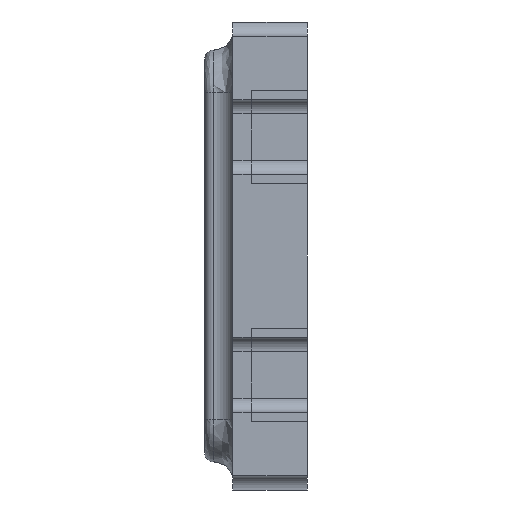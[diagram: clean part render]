
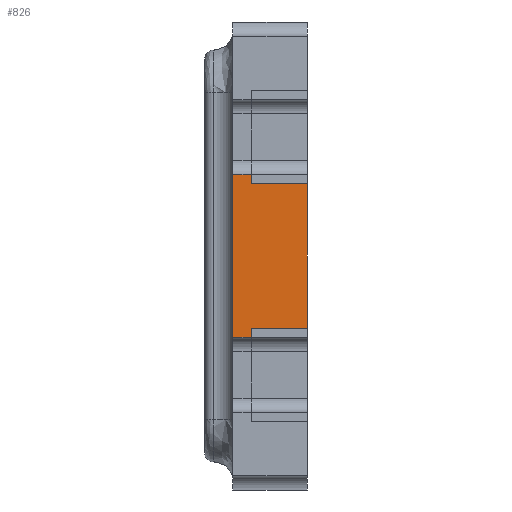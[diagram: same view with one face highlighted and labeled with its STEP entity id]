
A CAD part, left-side view. The second image highlights one B-rep face of the part: STEP entity #826.
In plain terms, the highlighted face is planar.
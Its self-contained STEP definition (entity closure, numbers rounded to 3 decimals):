
#17 = ORIENTED_EDGE ( 'NONE', *, *, #574, .T. ) ;
#172 = CARTESIAN_POINT ( 'NONE',  ( 0.87, 0.6, 3.5 ) ) ;
#235 = LINE ( 'NONE', #3810, #3638 ) ;
#364 = VERTEX_POINT ( 'NONE', #595 ) ;
#402 = ORIENTED_EDGE ( 'NONE', *, *, #1261, .F. ) ;
#500 = VERTEX_POINT ( 'NONE', #2467 ) ;
#502 = DIRECTION ( 'NONE',  ( 0., 1., 0. ) ) ;
#525 = VECTOR ( 'NONE', #884, 1000. ) ;
#574 = EDGE_CURVE ( 'NONE', #2051, #500, #2484, .T. ) ;
#595 = CARTESIAN_POINT ( 'NONE',  ( -0.77, 0., 3.5 ) ) ;
#683 = CARTESIAN_POINT ( 'NONE',  ( 0., 0.8, 3.5 ) ) ;
#702 = CARTESIAN_POINT ( 'NONE',  ( 0., 0., 3.5 ) ) ;
#826 = ADVANCED_FACE ( 'NONE', ( #2445 ), #950, .F. ) ;
#849 = LINE ( 'NONE', #2556, #3658 ) ;
#884 = DIRECTION ( 'NONE',  ( 0., -1., 0. ) ) ;
#891 = DIRECTION ( 'NONE',  ( 0., 0., -1. ) ) ;
#926 = ORIENTED_EDGE ( 'NONE', *, *, #3579, .F. ) ;
#950 = PLANE ( 'NONE',  #1341 ) ;
#999 = DIRECTION ( 'NONE',  ( 1., 0., 0. ) ) ;
#1036 = DIRECTION ( 'NONE',  ( -1., 0., 0. ) ) ;
#1125 = DIRECTION ( 'NONE',  ( 0., 1., 0. ) ) ;
#1169 = VECTOR ( 'NONE', #1036, 1000. ) ;
#1220 = CARTESIAN_POINT ( 'NONE',  ( 0., 0.8, 3.5 ) ) ;
#1229 = VERTEX_POINT ( 'NONE', #3574 ) ;
#1261 = EDGE_CURVE ( 'NONE', #3814, #1229, #235, .T. ) ;
#1341 = AXIS2_PLACEMENT_3D ( 'NONE', #1220, #891, #2139 ) ;
#1474 = ORIENTED_EDGE ( 'NONE', *, *, #2037, .F. ) ;
#1561 = CARTESIAN_POINT ( 'NONE',  ( 0.77, 0.8, 3.5 ) ) ;
#1665 = DIRECTION ( 'NONE',  ( -1., 0., 0. ) ) ;
#1673 = LINE ( 'NONE', #3476, #2698 ) ;
#1696 = VERTEX_POINT ( 'NONE', #2316 ) ;
#1725 = VECTOR ( 'NONE', #3076, 1000. ) ;
#1946 = CARTESIAN_POINT ( 'NONE',  ( 0.77, 0.6, 3.5 ) ) ;
#2002 = DIRECTION ( 'NONE',  ( -1., 0., 0. ) ) ;
#2037 = EDGE_CURVE ( 'NONE', #364, #1696, #2262, .T. ) ;
#2051 = VERTEX_POINT ( 'NONE', #172 ) ;
#2087 = ORIENTED_EDGE ( 'NONE', *, *, #2351, .F. ) ;
#2139 = DIRECTION ( 'NONE',  ( -1., 0., 0. ) ) ;
#2218 = ORIENTED_EDGE ( 'NONE', *, *, #2642, .F. ) ;
#2262 = LINE ( 'NONE', #2857, #2810 ) ;
#2264 = LINE ( 'NONE', #702, #1169 ) ;
#2316 = CARTESIAN_POINT ( 'NONE',  ( -0.77, 0.6, 3.5 ) ) ;
#2345 = VECTOR ( 'NONE', #999, 1000. ) ;
#2351 = EDGE_CURVE ( 'NONE', #3671, #3622, #3639, .T. ) ;
#2390 = CARTESIAN_POINT ( 'NONE',  ( 0.77, 0., 3.5 ) ) ;
#2445 = FACE_OUTER_BOUND ( 'NONE', #2963, .T. ) ;
#2467 = CARTESIAN_POINT ( 'NONE',  ( 0.87, 0.8, 3.5 ) ) ;
#2484 = LINE ( 'NONE', #2541, #1725 ) ;
#2492 = CARTESIAN_POINT ( 'NONE',  ( -0.87, 0.6, 3.5 ) ) ;
#2541 = CARTESIAN_POINT ( 'NONE',  ( 0.87, 0.8, 3.5 ) ) ;
#2556 = CARTESIAN_POINT ( 'NONE',  ( 0., 0.6, 3.5 ) ) ;
#2642 = EDGE_CURVE ( 'NONE', #2051, #3671, #1673, .T. ) ;
#2698 = VECTOR ( 'NONE', #2002, 1000. ) ;
#2747 = LINE ( 'NONE', #683, #2345 ) ;
#2810 = VECTOR ( 'NONE', #502, 1000. ) ;
#2857 = CARTESIAN_POINT ( 'NONE',  ( -0.77, 0.8, 3.5 ) ) ;
#2963 = EDGE_LOOP ( 'NONE', ( #2087, #2218, #17, #926, #402, #3852, #1474, #3818 ) ) ;
#3076 = DIRECTION ( 'NONE',  ( 0., 1., 0. ) ) ;
#3363 = EDGE_CURVE ( 'NONE', #1696, #3814, #849, .T. ) ;
#3476 = CARTESIAN_POINT ( 'NONE',  ( 0., 0.6, 3.5 ) ) ;
#3574 = CARTESIAN_POINT ( 'NONE',  ( -0.87, 0.8, 3.5 ) ) ;
#3579 = EDGE_CURVE ( 'NONE', #1229, #500, #2747, .T. ) ;
#3622 = VERTEX_POINT ( 'NONE', #2390 ) ;
#3638 = VECTOR ( 'NONE', #1125, 1000. ) ;
#3639 = LINE ( 'NONE', #1561, #525 ) ;
#3658 = VECTOR ( 'NONE', #1665, 1000. ) ;
#3671 = VERTEX_POINT ( 'NONE', #1946 ) ;
#3692 = EDGE_CURVE ( 'NONE', #3622, #364, #2264, .T. ) ;
#3810 = CARTESIAN_POINT ( 'NONE',  ( -0.87, 0.8, 3.5 ) ) ;
#3814 = VERTEX_POINT ( 'NONE', #2492 ) ;
#3818 = ORIENTED_EDGE ( 'NONE', *, *, #3692, .F. ) ;
#3852 = ORIENTED_EDGE ( 'NONE', *, *, #3363, .F. ) ;
